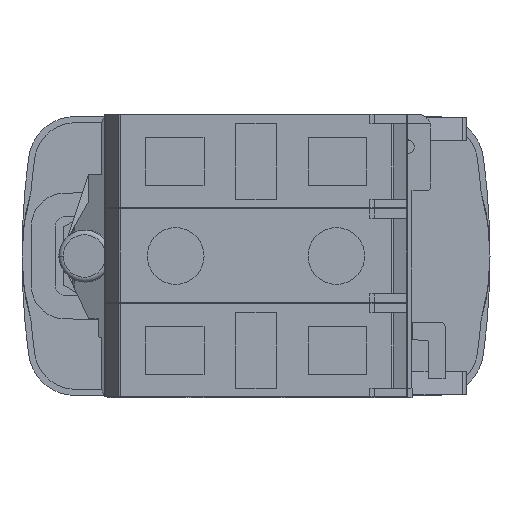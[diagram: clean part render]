
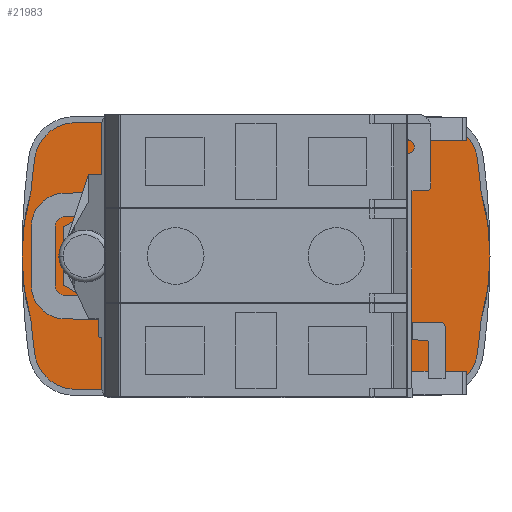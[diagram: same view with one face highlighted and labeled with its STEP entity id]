
A CAD part, front view. The second image highlights one B-rep face of the part: STEP entity #21983.
In plain terms, the highlighted planar face has unit normal (0, -1, 0).
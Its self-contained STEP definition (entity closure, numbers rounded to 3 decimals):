
#9153=CARTESIAN_POINT('',(0.,14.1,0.));
#9154=DIRECTION('',(0.,-1.,0.));
#9155=DIRECTION('',(1.,0.,0.));
#9156=AXIS2_PLACEMENT_3D('',#9153,#9154,#9155);
#9161=CARTESIAN_POINT('',(0.,14.1,0.));
#9162=DIRECTION('',(0.,1.,0.));
#9163=DIRECTION('',(1.,0.,0.));
#9164=AXIS2_PLACEMENT_3D('',#9161,#9162,#9163);
#9169=CARTESIAN_POINT('',(53.63,14.1,0.));
#9170=DIRECTION('',(0.,-1.,0.));
#9171=DIRECTION('',(-0.996,0.,-0.087));
#9172=AXIS2_PLACEMENT_3D('',#9169,#9170,#9171);
#9177=CARTESIAN_POINT('',(0.,14.1,0.));
#9178=DIRECTION('',(0.,1.,0.));
#9179=DIRECTION('',(-0.962,0.,-0.274));
#9180=AXIS2_PLACEMENT_3D('',#9177,#9178,#9179);
#9185=CARTESIAN_POINT('',(53.63,14.1,0.));
#9186=DIRECTION('',(0.,-1.,0.));
#9187=DIRECTION('',(-0.991,0.,0.133));
#9188=AXIS2_PLACEMENT_3D('',#9185,#9186,#9187);
#9193=CARTESIAN_POINT('',(-19.099,14.1,9.75));
#9194=DIRECTION('',(0.,-1.,0.));
#9195=DIRECTION('',(0.,0.,1.));
#9196=AXIS2_PLACEMENT_3D('',#9193,#9194,#9195);
#9201=DIRECTION('',(1.,0.,0.));
#9202=VECTOR('',#9201,38.199);
#9203=CARTESIAN_POINT('',(-19.099,14.1,14.1));
#9204=LINE('',#9203,#9202);
#9208=CARTESIAN_POINT('',(19.099,14.1,9.75));
#9209=DIRECTION('',(0.,-1.,0.));
#9210=DIRECTION('',(0.991,0.,0.133));
#9211=AXIS2_PLACEMENT_3D('',#9208,#9209,#9210);
#9216=CARTESIAN_POINT('',(-53.63,14.1,0.));
#9217=DIRECTION('',(0.,-1.,0.));
#9218=DIRECTION('',(0.996,0.,0.087));
#9219=AXIS2_PLACEMENT_3D('',#9216,#9217,#9218);
#9224=CARTESIAN_POINT('',(0.,14.1,0.));
#9225=DIRECTION('',(0.,1.,0.));
#9226=DIRECTION('',(0.962,0.,0.274));
#9227=AXIS2_PLACEMENT_3D('',#9224,#9225,#9226);
#9232=CARTESIAN_POINT('',(-53.63,14.1,0.));
#9233=DIRECTION('',(0.,-1.,0.));
#9234=DIRECTION('',(0.991,0.,-0.133));
#9235=AXIS2_PLACEMENT_3D('',#9232,#9233,#9234);
#9240=CARTESIAN_POINT('',(19.099,14.1,-9.75));
#9241=DIRECTION('',(0.,-1.,0.));
#9242=DIRECTION('',(0.,0.,-1.));
#9243=AXIS2_PLACEMENT_3D('',#9240,#9241,#9242);
#9248=DIRECTION('',(-1.,0.,0.));
#9249=VECTOR('',#9248,38.199);
#9250=CARTESIAN_POINT('',(19.099,14.1,-14.1));
#9251=LINE('',#9250,#9249);
#9255=CARTESIAN_POINT('',(-19.099,14.1,-9.75));
#9256=DIRECTION('',(0.,-1.,0.));
#9257=DIRECTION('',(-0.991,0.,-0.133));
#9258=AXIS2_PLACEMENT_3D('',#9255,#9256,#9257);
#13733=CARTESIAN_POINT('',(13.4,14.1,0.));
#13735=VERTEX_POINT('',#13733);
#13737=CARTESIAN_POINT('',(-13.4,14.1,0.));
#13739=VERTEX_POINT('',#13737);
#13780=CARTESIAN_POINT('',(-23.804,14.1,-6.777));
#13781=CARTESIAN_POINT('',(-23.411,14.1,-10.328));
#13782=VERTEX_POINT('',#13780);
#13783=VERTEX_POINT('',#13781);
#13784=CARTESIAN_POINT('',(-23.804,14.1,6.777));
#13785=VERTEX_POINT('',#13784);
#13786=CARTESIAN_POINT('',(-23.411,14.1,10.328));
#13787=VERTEX_POINT('',#13786);
#13788=CARTESIAN_POINT('',(-19.099,14.1,14.1));
#13789=VERTEX_POINT('',#13788);
#13790=CARTESIAN_POINT('',(19.099,14.1,14.1));
#13791=VERTEX_POINT('',#13790);
#13792=CARTESIAN_POINT('',(23.411,14.1,10.328));
#13793=VERTEX_POINT('',#13792);
#13794=CARTESIAN_POINT('',(23.804,14.1,6.777));
#13795=VERTEX_POINT('',#13794);
#13796=CARTESIAN_POINT('',(23.804,14.1,-6.777));
#13797=VERTEX_POINT('',#13796);
#13798=CARTESIAN_POINT('',(23.411,14.1,-10.328));
#13799=VERTEX_POINT('',#13798);
#13800=CARTESIAN_POINT('',(19.099,14.1,-14.1));
#13801=VERTEX_POINT('',#13800);
#13802=CARTESIAN_POINT('',(-19.099,14.1,-14.1));
#13803=VERTEX_POINT('',#13802);
#21948=CARTESIAN_POINT('',(0.,14.1,0.));
#21949=DIRECTION('',(0.,1.,0.));
#21950=DIRECTION('',(1.,0.,0.));
#21951=AXIS2_PLACEMENT_3D('',#21948,#21949,#21950);
#21952=PLANE('',#21951);
#21954=ORIENTED_EDGE('',*,*,#21953,.F.);
#21956=ORIENTED_EDGE('',*,*,#21955,.F.);
#21958=ORIENTED_EDGE('',*,*,#21957,.T.);
#21960=ORIENTED_EDGE('',*,*,#21959,.F.);
#21962=ORIENTED_EDGE('',*,*,#21961,.F.);
#21964=ORIENTED_EDGE('',*,*,#21963,.T.);
#21966=ORIENTED_EDGE('',*,*,#21965,.F.);
#21968=ORIENTED_EDGE('',*,*,#21967,.F.);
#21970=ORIENTED_EDGE('',*,*,#21969,.T.);
#21972=ORIENTED_EDGE('',*,*,#21971,.F.);
#21974=ORIENTED_EDGE('',*,*,#21973,.F.);
#21976=ORIENTED_EDGE('',*,*,#21975,.T.);
#21977=EDGE_LOOP('',(#21954,#21956,#21958,#21960,#21962,#21964,#21966,#21968,
#21970,#21972,#21974,#21976));
#21978=FACE_OUTER_BOUND('',#21977,.F.);
#21979=ORIENTED_EDGE('',*,*,#21943,.T.);
#21980=ORIENTED_EDGE('',*,*,#21927,.F.);
#21981=EDGE_LOOP('',(#21979,#21980));
#21982=FACE_BOUND('',#21981,.F.);
#9157=CIRCLE('',#9156,13.4);
#9165=CIRCLE('',#9164,13.4);
#9173=CIRCLE('',#9172,77.73);
#9181=CIRCLE('',#9180,24.75);
#9189=CIRCLE('',#9188,77.73);
#9197=CIRCLE('',#9196,4.35);
#9212=CIRCLE('',#9211,4.35);
#9220=CIRCLE('',#9219,77.73);
#9228=CIRCLE('',#9227,24.75);
#9236=CIRCLE('',#9235,77.73);
#9244=CIRCLE('',#9243,4.35);
#9259=CIRCLE('',#9258,4.35);
#21927=EDGE_CURVE('',#13735,#13739,#9165,.T.);
#21943=EDGE_CURVE('',#13735,#13739,#9157,.T.);
#21953=EDGE_CURVE('',#13783,#13803,#9259,.T.);
#21955=EDGE_CURVE('',#13782,#13783,#9173,.T.);
#21957=EDGE_CURVE('',#13782,#13785,#9181,.T.);
#21959=EDGE_CURVE('',#13787,#13785,#9189,.T.);
#21961=EDGE_CURVE('',#13789,#13787,#9197,.T.);
#21963=EDGE_CURVE('',#13789,#13791,#9204,.T.);
#21965=EDGE_CURVE('',#13793,#13791,#9212,.T.);
#21967=EDGE_CURVE('',#13795,#13793,#9220,.T.);
#21969=EDGE_CURVE('',#13795,#13797,#9228,.T.);
#21971=EDGE_CURVE('',#13799,#13797,#9236,.T.);
#21973=EDGE_CURVE('',#13801,#13799,#9244,.T.);
#21975=EDGE_CURVE('',#13801,#13803,#9251,.T.);
#21983=ADVANCED_FACE('',(#21978,#21982),#21952,.F.);
